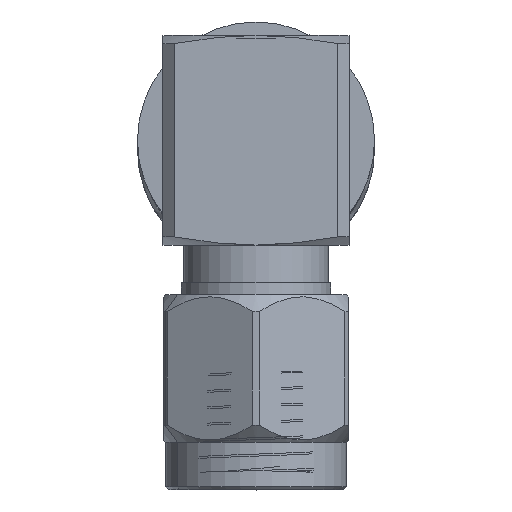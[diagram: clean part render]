
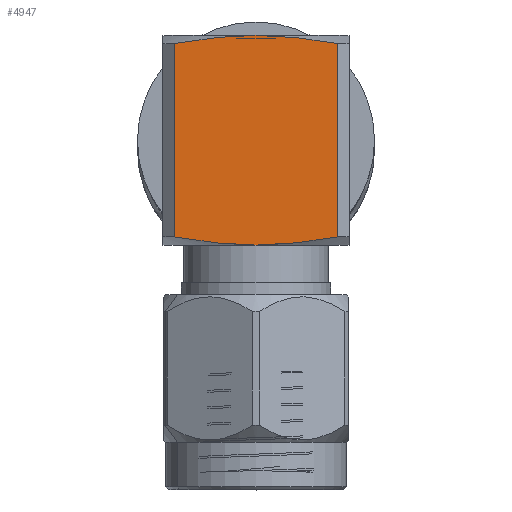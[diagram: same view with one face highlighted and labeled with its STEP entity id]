
A CAD part, top view. The second image highlights one B-rep face of the part: STEP entity #4947.
In plain terms, the highlighted face is planar.
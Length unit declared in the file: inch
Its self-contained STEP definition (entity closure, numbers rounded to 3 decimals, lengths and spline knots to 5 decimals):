
#174 = CARTESIAN_POINT ( 'NONE',  ( 0.16735, 0.15748, 0.11476 ) ) ;
#229 = CARTESIAN_POINT ( 'NONE',  ( 0.17578, 0.15748, 0.04587 ) ) ;
#502 = CARTESIAN_POINT ( 'NONE',  ( -0.17717, 0.15748, 0. ) ) ;
#679 = CARTESIAN_POINT ( 'NONE',  ( -0.17717, 0.15748, 0.15748 ) ) ;
#705 = B_SPLINE_CURVE_WITH_KNOTS ( 'NONE', 3,
 ( #899, #8788, #8730, #1639, #7356, #5169 ),
 .UNSPECIFIED., .F., .F.,
 ( 4, 2, 4 ),
 ( 0.00478, 0.00654, 0.00831 ),
 .UNSPECIFIED. ) ;
#734 = CARTESIAN_POINT ( 'NONE',  ( -0.16335, 0.15748, -0.13748 ) ) ;
#847 = VECTOR ( 'NONE', #5131, 39.37008 ) ;
#899 = CARTESIAN_POINT ( 'NONE',  ( 0.16335, 0.15748, -0.13748 ) ) ;
#952 = CARTESIAN_POINT ( 'NONE',  ( 0.17084, 0.15748, 0.09184 ) ) ;
#977 = CARTESIAN_POINT ( 'NONE',  ( 0.16335, 0.15748, 0.13748 ) ) ;
#1018 = B_SPLINE_CURVE_WITH_KNOTS ( 'NONE', 3,
 ( #3206, #3172, #3861, #5962, #1810, #4650 ),
 .UNSPECIFIED., .F., .F.,
 ( 4, 2, 4 ),
 ( 0.00831, 0.01007, 0.01183 ),
 .UNSPECIFIED. ) ;
#1169 = VERTEX_POINT ( 'NONE', #8292 ) ;
#1395 = DIRECTION ( 'NONE',  ( 0., -1., 0. ) ) ;
#1639 = CARTESIAN_POINT ( 'NONE',  ( 0.17577, 0.15748, -0.04592 ) ) ;
#1661 = B_SPLINE_CURVE_WITH_KNOTS ( 'NONE', 3,
 ( #1956, #2620, #6208, #6921, #8998, #502 ),
 .UNSPECIFIED., .F., .F.,
 ( 4, 2, 4 ),
 ( 0.00478, 0.00654, 0.00831 ),
 .UNSPECIFIED. ) ;
#1684 = EDGE_LOOP ( 'NONE', ( #7241, #4602, #8568, #3822, #5435, #6605 ) ) ;
#1686 = VERTEX_POINT ( 'NONE', #3863 ) ;
#1810 = CARTESIAN_POINT ( 'NONE',  ( -0.16735, 0.15748, 0.11476 ) ) ;
#1883 = CARTESIAN_POINT ( 'NONE',  ( 0.17717, 0.15748, 0. ) ) ;
#1956 = CARTESIAN_POINT ( 'NONE',  ( -0.16335, 0.15748, -0.13748 ) ) ;
#2233 = CARTESIAN_POINT ( 'NONE',  ( -0.15969, 0.15748, -0.13748 ) ) ;
#2544 = VERTEX_POINT ( 'NONE', #734 ) ;
#2620 = CARTESIAN_POINT ( 'NONE',  ( -0.16737, 0.15748, -0.11466 ) ) ;
#2765 = EDGE_CURVE ( 'NONE', #7896, #4117, #5675, .T. ) ;
#2848 = AXIS2_PLACEMENT_3D ( 'NONE', #679, #1395, #4130 ) ;
#2967 = CARTESIAN_POINT ( 'NONE',  ( 0.17717, 0.15748, 0. ) ) ;
#3171 = FACE_OUTER_BOUND ( 'NONE', #1684, .T. ) ;
#3172 = CARTESIAN_POINT ( 'NONE',  ( -0.17717, 0.15748, 0.02292 ) ) ;
#3206 = CARTESIAN_POINT ( 'NONE',  ( -0.17717, 0.15748, 0. ) ) ;
#3432 = DIRECTION ( 'NONE',  ( 1., 0., 0. ) ) ;
#3822 = ORIENTED_EDGE ( 'NONE', *, *, #8871, .T. ) ;
#3831 = EDGE_CURVE ( 'NONE', #1686, #7896, #705, .T. ) ;
#3861 = CARTESIAN_POINT ( 'NONE',  ( -0.17578, 0.15748, 0.04587 ) ) ;
#3863 = CARTESIAN_POINT ( 'NONE',  ( 0.16335, 0.15748, -0.13748 ) ) ;
#4117 = VERTEX_POINT ( 'NONE', #977 ) ;
#4130 = DIRECTION ( 'NONE',  ( 0., 0., -1. ) ) ;
#4602 = ORIENTED_EDGE ( 'NONE', *, *, #6136, .T. ) ;
#4650 = CARTESIAN_POINT ( 'NONE',  ( -0.16335, 0.15748, 0.13748 ) ) ;
#4947 = ADVANCED_FACE ( 'NONE', ( #3171 ), #6957, .F. ) ;
#5131 = DIRECTION ( 'NONE',  ( -1., 0., 0. ) ) ;
#5169 = CARTESIAN_POINT ( 'NONE',  ( 0.17717, 0.15748, 0. ) ) ;
#5435 = ORIENTED_EDGE ( 'NONE', *, *, #8171, .T. ) ;
#5675 = B_SPLINE_CURVE_WITH_KNOTS ( 'NONE', 3,
 ( #2967, #5835, #229, #952, #174, #7189 ),
 .UNSPECIFIED., .F., .F.,
 ( 4, 2, 4 ),
 ( 0.00831, 0.01007, 0.01183 ),
 .UNSPECIFIED. ) ;
#5835 = CARTESIAN_POINT ( 'NONE',  ( 0.17717, 0.15748, 0.02292 ) ) ;
#5877 = EDGE_CURVE ( 'NONE', #2544, #7281, #1661, .T. ) ;
#5962 = CARTESIAN_POINT ( 'NONE',  ( -0.17084, 0.15748, 0.09184 ) ) ;
#6136 = EDGE_CURVE ( 'NONE', #1686, #2544, #9068, .T. ) ;
#6208 = CARTESIAN_POINT ( 'NONE',  ( -0.17085, 0.15748, -0.09175 ) ) ;
#6605 = ORIENTED_EDGE ( 'NONE', *, *, #2765, .F. ) ;
#6921 = CARTESIAN_POINT ( 'NONE',  ( -0.17577, 0.15748, -0.04592 ) ) ;
#6957 = PLANE ( 'NONE',  #2848 ) ;
#7189 = CARTESIAN_POINT ( 'NONE',  ( 0.16335, 0.15748, 0.13748 ) ) ;
#7241 = ORIENTED_EDGE ( 'NONE', *, *, #3831, .F. ) ;
#7281 = VERTEX_POINT ( 'NONE', #7439 ) ;
#7356 = CARTESIAN_POINT ( 'NONE',  ( 0.17717, 0.15748, -0.02298 ) ) ;
#7439 = CARTESIAN_POINT ( 'NONE',  ( -0.17717, 0.15748, 0. ) ) ;
#7623 = CARTESIAN_POINT ( 'NONE',  ( -0.17717, 0.15748, 0.13748 ) ) ;
#7896 = VERTEX_POINT ( 'NONE', #1883 ) ;
#8166 = LINE ( 'NONE', #7623, #8937 ) ;
#8171 = EDGE_CURVE ( 'NONE', #1169, #4117, #8166, .T. ) ;
#8292 = CARTESIAN_POINT ( 'NONE',  ( -0.16335, 0.15748, 0.13748 ) ) ;
#8568 = ORIENTED_EDGE ( 'NONE', *, *, #5877, .T. ) ;
#8730 = CARTESIAN_POINT ( 'NONE',  ( 0.17085, 0.15748, -0.09175 ) ) ;
#8788 = CARTESIAN_POINT ( 'NONE',  ( 0.16737, 0.15748, -0.11466 ) ) ;
#8871 = EDGE_CURVE ( 'NONE', #7281, #1169, #1018, .T. ) ;
#8937 = VECTOR ( 'NONE', #3432, 39.37008 ) ;
#8998 = CARTESIAN_POINT ( 'NONE',  ( -0.17717, 0.15748, -0.02298 ) ) ;
#9068 = LINE ( 'NONE', #2233, #847 ) ;
